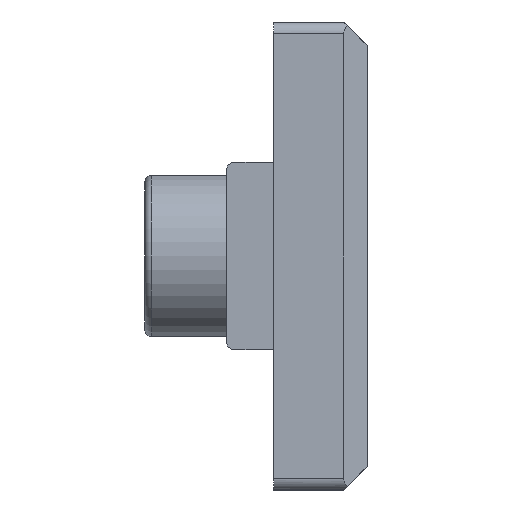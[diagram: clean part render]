
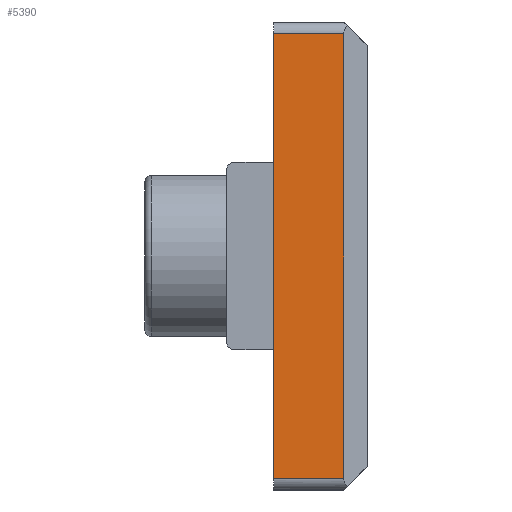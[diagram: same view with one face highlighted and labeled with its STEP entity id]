
A CAD part, left-side view. The second image highlights one B-rep face of the part: STEP entity #5390.
In plain terms, the highlighted planar face has unit normal (-1, 0, 0).
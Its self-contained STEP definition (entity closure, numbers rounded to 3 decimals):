
#316 = VECTOR ( 'NONE', #3408, 1000. ) ;
#1033 = EDGE_CURVE ( 'NONE', #2003, #6772, #6797, .T. ) ;
#1293 = LINE ( 'NONE', #6366, #2514 ) ;
#1523 = DIRECTION ( 'NONE',  ( 0., 0., -1. ) ) ;
#1558 = CARTESIAN_POINT ( 'NONE',  ( -20., 4., -9.5 ) ) ;
#2003 = VERTEX_POINT ( 'NONE', #2336 ) ;
#2008 = VECTOR ( 'NONE', #4727, 1000. ) ;
#2028 = CARTESIAN_POINT ( 'NONE',  ( -20., 4., -9.5 ) ) ;
#2336 = CARTESIAN_POINT ( 'NONE',  ( -20., 4., -9.5 ) ) ;
#2514 = VECTOR ( 'NONE', #3738, 1000. ) ;
#2547 = ORIENTED_EDGE ( 'NONE', *, *, #5169, .T. ) ;
#2578 = VECTOR ( 'NONE', #4338, 1000. ) ;
#2656 = ORIENTED_EDGE ( 'NONE', *, *, #4708, .F. ) ;
#2871 = CARTESIAN_POINT ( 'NONE',  ( -20., 4., 9.5 ) ) ;
#3037 = VERTEX_POINT ( 'NONE', #3768 ) ;
#3108 = LINE ( 'NONE', #2871, #316 ) ;
#3266 = LINE ( 'NONE', #1558, #2008 ) ;
#3408 = DIRECTION ( 'NONE',  ( 0., -1., 0. ) ) ;
#3641 = PLANE ( 'NONE',  #4695 ) ;
#3676 = VERTEX_POINT ( 'NONE', #5119 ) ;
#3738 = DIRECTION ( 'NONE',  ( 0., 0., 1. ) ) ;
#3768 = CARTESIAN_POINT ( 'NONE',  ( -20., 1., -9.5 ) ) ;
#3960 = ORIENTED_EDGE ( 'NONE', *, *, #1033, .F. ) ;
#4338 = DIRECTION ( 'NONE',  ( 0., 0., 1. ) ) ;
#4695 = AXIS2_PLACEMENT_3D ( 'NONE', #2028, #4700, #1523 ) ;
#4700 = DIRECTION ( 'NONE',  ( 1., 0., 0. ) ) ;
#4708 = EDGE_CURVE ( 'NONE', #6772, #3676, #3108, .T. ) ;
#4727 = DIRECTION ( 'NONE',  ( 0., -1., 0. ) ) ;
#4991 = CARTESIAN_POINT ( 'NONE',  ( -20., 4., 9.5 ) ) ;
#5035 = CARTESIAN_POINT ( 'NONE',  ( -20., 4., -9.5 ) ) ;
#5119 = CARTESIAN_POINT ( 'NONE',  ( -20., 1., 9.5 ) ) ;
#5169 = EDGE_CURVE ( 'NONE', #2003, #3037, #3266, .T. ) ;
#5390 = ADVANCED_FACE ( 'NONE', ( #5982 ), #3641, .F. ) ;
#5527 = EDGE_CURVE ( 'NONE', #3037, #3676, #1293, .T. ) ;
#5742 = ORIENTED_EDGE ( 'NONE', *, *, #5527, .T. ) ;
#5810 = EDGE_LOOP ( 'NONE', ( #2547, #5742, #2656, #3960 ) ) ;
#5982 = FACE_OUTER_BOUND ( 'NONE', #5810, .T. ) ;
#6366 = CARTESIAN_POINT ( 'NONE',  ( -20., 1., -9.5 ) ) ;
#6772 = VERTEX_POINT ( 'NONE', #4991 ) ;
#6797 = LINE ( 'NONE', #5035, #2578 ) ;
